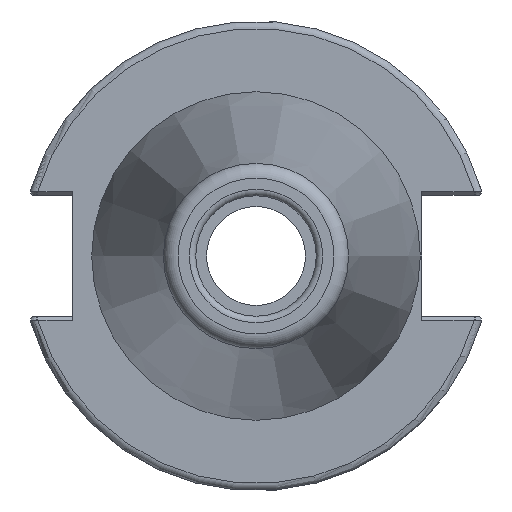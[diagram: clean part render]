
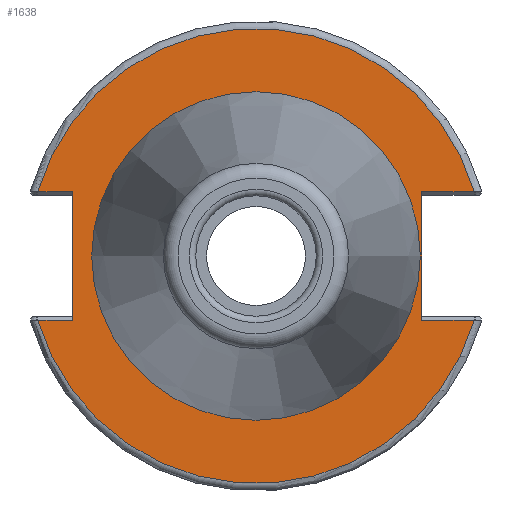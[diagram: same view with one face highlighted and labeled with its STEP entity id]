
A CAD part, left-side view. The second image highlights one B-rep face of the part: STEP entity #1638.
In plain terms, the highlighted planar face has unit normal (-1, 0, 0).
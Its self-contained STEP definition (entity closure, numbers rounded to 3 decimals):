
#15=FACE_BOUND('',#218,.T.);
#81=PLANE('',#1763);
#126=FACE_OUTER_BOUND('',#217,.T.);
#217=EDGE_LOOP('',(#1163,#1164,#1165,#1166,#1167,#1168,#1169,#1170));
#218=EDGE_LOOP('',(#1171,#1172));
#316=CIRCLE('',#1762,30.775);
#317=CIRCLE('',#1764,30.775);
#318=CIRCLE('',#1765,22.225);
#319=CIRCLE('',#1766,22.225);
#404=LINE('',#2600,#507);
#406=LINE('',#2668,#509);
#407=LINE('',#2670,#510);
#408=LINE('',#2674,#511);
#409=LINE('',#2676,#512);
#410=LINE('',#2677,#513);
#507=VECTOR('',#1957,10.);
#509=VECTOR('',#1975,10.);
#510=VECTOR('',#1976,10.);
#511=VECTOR('',#1979,10.);
#512=VECTOR('',#1980,10.);
#513=VECTOR('',#1981,10.);
#679=VERTEX_POINT('',#2593);
#682=VERTEX_POINT('',#2598);
#688=VERTEX_POINT('',#2646);
#690=VERTEX_POINT('',#2667);
#691=VERTEX_POINT('',#2669);
#692=VERTEX_POINT('',#2671);
#693=VERTEX_POINT('',#2673);
#694=VERTEX_POINT('',#2675);
#695=VERTEX_POINT('',#2678);
#696=VERTEX_POINT('',#2679);
#866=EDGE_CURVE('',#682,#679,#404,.T.);
#876=EDGE_CURVE('',#679,#688,#316,.T.);
#879=EDGE_CURVE('',#682,#690,#406,.T.);
#880=EDGE_CURVE('',#691,#690,#407,.T.);
#881=EDGE_CURVE('',#692,#691,#317,.T.);
#882=EDGE_CURVE('',#693,#692,#408,.T.);
#883=EDGE_CURVE('',#693,#694,#409,.T.);
#884=EDGE_CURVE('',#688,#694,#410,.T.);
#885=EDGE_CURVE('',#695,#696,#318,.T.);
#886=EDGE_CURVE('',#696,#695,#319,.T.);
#1163=ORIENTED_EDGE('',*,*,#866,.F.);
#1164=ORIENTED_EDGE('',*,*,#879,.T.);
#1165=ORIENTED_EDGE('',*,*,#880,.F.);
#1166=ORIENTED_EDGE('',*,*,#881,.F.);
#1167=ORIENTED_EDGE('',*,*,#882,.F.);
#1168=ORIENTED_EDGE('',*,*,#883,.T.);
#1169=ORIENTED_EDGE('',*,*,#884,.F.);
#1170=ORIENTED_EDGE('',*,*,#876,.F.);
#1171=ORIENTED_EDGE('',*,*,#885,.T.);
#1172=ORIENTED_EDGE('',*,*,#886,.T.);
#1638=ADVANCED_FACE('',(#126,#15),#81,.T.);
#1762=AXIS2_PLACEMENT_3D('',#2647,#1971,#1972);
#1763=AXIS2_PLACEMENT_3D('',#2666,#1973,#1974);
#1764=AXIS2_PLACEMENT_3D('',#2672,#1977,#1978);
#1765=AXIS2_PLACEMENT_3D('',#2680,#1982,#1983);
#1766=AXIS2_PLACEMENT_3D('',#2681,#1984,#1985);
#1957=DIRECTION('',(0.,-1.,0.));
#1971=DIRECTION('center_axis',(1.,0.,0.));
#1972=DIRECTION('ref_axis',(0.,0.,-1.));
#1973=DIRECTION('center_axis',(-1.,0.,0.));
#1974=DIRECTION('ref_axis',(0.,0.,1.));
#1975=DIRECTION('',(0.,0.,1.));
#1976=DIRECTION('',(0.,1.,0.));
#1977=DIRECTION('center_axis',(1.,0.,0.));
#1978=DIRECTION('ref_axis',(0.,0.,-1.));
#1979=DIRECTION('',(0.,1.,0.));
#1980=DIRECTION('',(0.,0.,-1.));
#1981=DIRECTION('',(0.,-1.,0.));
#1982=DIRECTION('center_axis',(1.,0.,0.));
#1983=DIRECTION('ref_axis',(0.,0.,-1.));
#1984=DIRECTION('center_axis',(1.,0.,0.));
#1985=DIRECTION('ref_axis',(0.,0.,-1.));
#2593=CARTESIAN_POINT('',(3.175,-29.523,-8.69));
#2598=CARTESIAN_POINT('',(3.175,-22.41,-8.69));
#2600=CARTESIAN_POINT('',(3.175,-4.878,-8.69));
#2646=CARTESIAN_POINT('',(3.175,29.523,-8.69));
#2647=CARTESIAN_POINT('Origin',(3.175,0.,
0.));
#2666=CARTESIAN_POINT('Origin',(3.175,30.775,0.));
#2667=CARTESIAN_POINT('',(3.175,-22.41,8.69));
#2668=CARTESIAN_POINT('',(3.175,-22.41,-4.095));
#2669=CARTESIAN_POINT('',(3.175,-29.523,8.69));
#2670=CARTESIAN_POINT('',(3.175,4.182,8.69));
#2671=CARTESIAN_POINT('',(3.175,29.523,8.69));
#2672=CARTESIAN_POINT('Origin',(3.175,0.,
0.));
#2673=CARTESIAN_POINT('',(3.175,24.8,8.69));
#2674=CARTESIAN_POINT('',(3.175,32.958,8.69));
#2675=CARTESIAN_POINT('',(3.175,24.8,-8.69));
#2676=CARTESIAN_POINT('',(3.175,24.8,4.095));
#2677=CARTESIAN_POINT('',(3.175,27.788,-8.69));
#2678=CARTESIAN_POINT('',(3.175,22.225,0.));
#2679=CARTESIAN_POINT('',(3.175,-22.225,0.));
#2680=CARTESIAN_POINT('Origin',(3.175,0.,
0.));
#2681=CARTESIAN_POINT('Origin',(3.175,0.,
0.));
